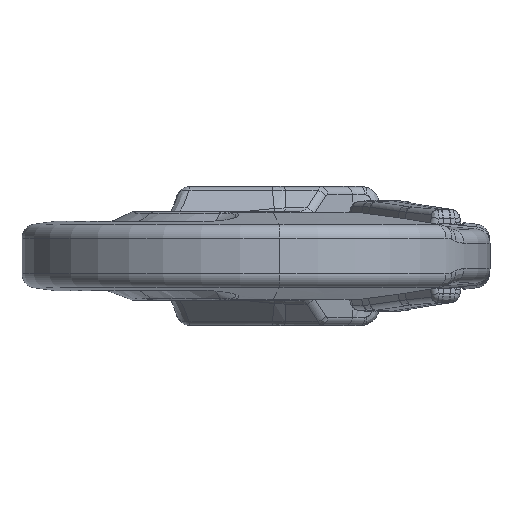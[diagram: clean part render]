
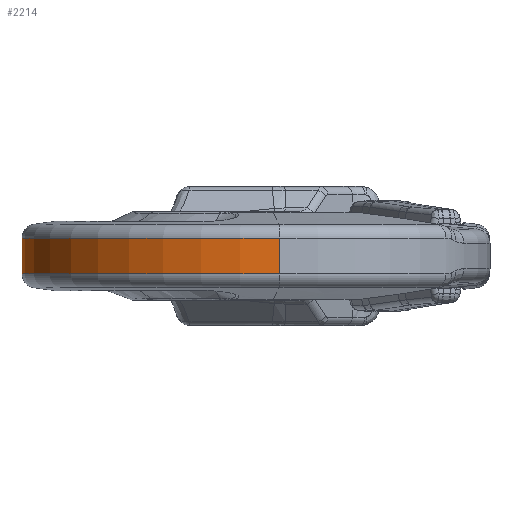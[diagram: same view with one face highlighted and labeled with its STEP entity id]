
A CAD part, left-side view. The second image highlights one B-rep face of the part: STEP entity #2214.
In plain terms, the highlighted cylindrical face has radius 52.157 mm (diameter 104.314 mm), a partial arc.
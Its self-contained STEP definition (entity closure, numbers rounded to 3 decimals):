
#156=CYLINDRICAL_SURFACE('',#23324,52.157);
#616=CIRCLE('',#23322,52.157);
#617=CIRCLE('',#23323,52.157);
#2214=ADVANCED_FACE('',(#4052),#156,.T.);
#4052=FACE_OUTER_BOUND('',#5436,.T.);
#5436=EDGE_LOOP('',(#10091,#10092,#10093,#10094));
#10091=ORIENTED_EDGE('',*,*,#18459,.F.);
#10092=ORIENTED_EDGE('',*,*,#18460,.T.);
#10093=ORIENTED_EDGE('',*,*,#18453,.T.);
#10094=ORIENTED_EDGE('',*,*,#18461,.T.);
#16001=VERTEX_POINT('',#37535);
#16002=VERTEX_POINT('',#37536);
#16007=VERTEX_POINT('',#37548);
#16008=VERTEX_POINT('',#37549);
#18453=EDGE_CURVE('',#16001,#16002,#21193,.T.);
#18459=EDGE_CURVE('',#16007,#16008,#21197,.T.);
#18460=EDGE_CURVE('',#16007,#16001,#616,.T.);
#18461=EDGE_CURVE('',#16002,#16008,#617,.T.);
#21193=LINE('',#37534,#22365);
#21197=LINE('',#37547,#22369);
#22365=VECTOR('',#25525,1.);
#22369=VECTOR('',#25535,1.);
#23322=AXIS2_PLACEMENT_3D('',#37550,#25536,#25537);
#23323=AXIS2_PLACEMENT_3D('',#37551,#25538,#25539);
#23324=AXIS2_PLACEMENT_3D('',#37552,#25540,#25541);
#25525=DIRECTION('',(0.,0.,-1.));
#25535=DIRECTION('',(0.,0.,-1.));
#25536=DIRECTION('',(0.,0.,-1.));
#25537=DIRECTION('',(1.,0.,0.));
#25538=DIRECTION('',(0.,0.,1.));
#25539=DIRECTION('',(1.,0.,0.));
#25540=DIRECTION('',(0.,0.,-1.));
#25541=DIRECTION('',(-1.,0.,0.));
#37534=CARTESIAN_POINT('',(35.942,44.336,9.5));
#37535=CARTESIAN_POINT('',(35.942,44.336,3.881));
#37536=CARTESIAN_POINT('',(35.942,44.336,-3.881));
#37547=CARTESIAN_POINT('',(-48.5,0.,9.5));
#37548=CARTESIAN_POINT('',(-48.5,0.,3.881));
#37549=CARTESIAN_POINT('',(-48.5,0.,-3.881));
#37550=CARTESIAN_POINT('',(3.542,3.463,3.881));
#37551=CARTESIAN_POINT('',(3.542,3.463,-3.881));
#37552=CARTESIAN_POINT('',(3.542,3.463,9.5));
